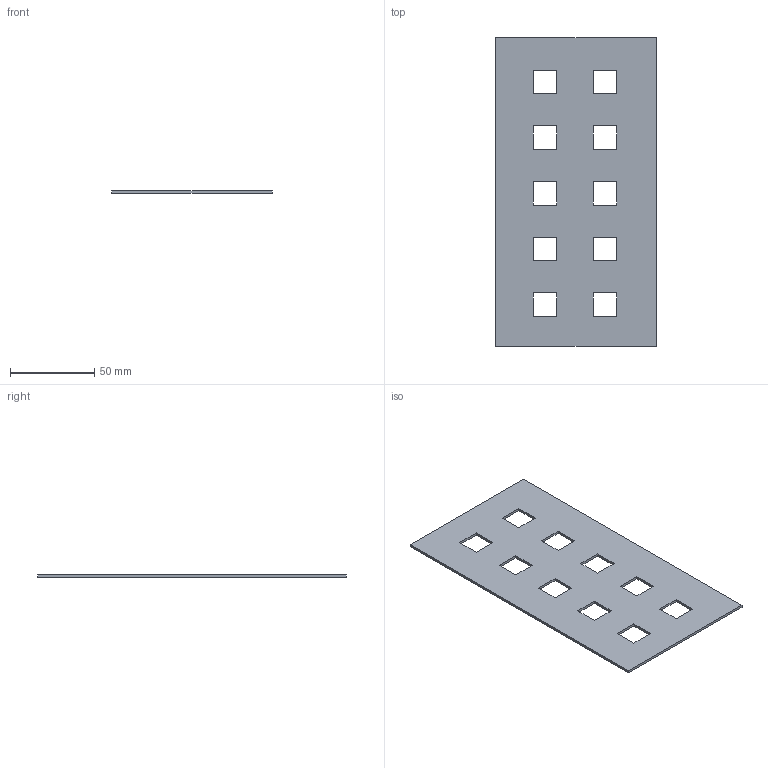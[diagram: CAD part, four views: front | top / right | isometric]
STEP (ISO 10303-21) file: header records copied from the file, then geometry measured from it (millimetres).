
FILE_DESCRIPTION (( 'STEP AP214' ), '1' );
FILE_NAME ('test-switch-cutout.STEP', '2025-11-07T14:29:54', ( '' ), ( '' ), 'SwSTEP 2.0', 'SolidWorks 2025', '' );
FILE_SCHEMA (( 'AUTOMOTIVE_DESIGN' ));
Length unit declared in the file: inch
Products named in the file (1): test-switch-cutout
Bounding box: 95.25 x 183.13 x 1.52 mm (x, y, z)
Volume: 23609.7 mm3; surface area: 32683.9 mm2
Topology: 1 solids, 1 shells, 46 faces, 132 edges, 88 vertices
Faces by surface type: plane 46
Entity records: 1543 total; most frequent: CARTESIAN_POINT 267, ORIENTED_EDGE 264, DIRECTION 226, VECTOR 132, LINE 132, EDGE_CURVE 132, VERTEX_POINT 88, EDGE_LOOP 66
